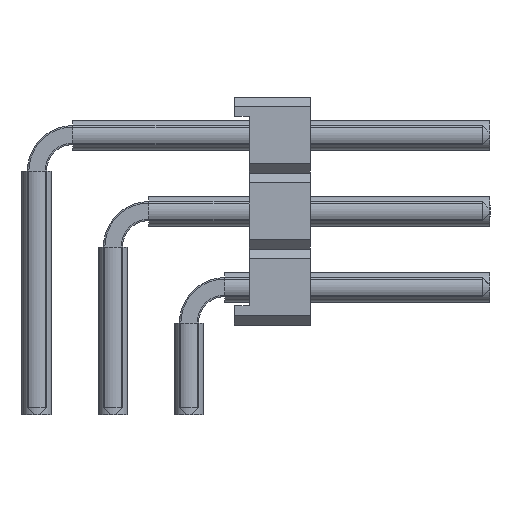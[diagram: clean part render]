
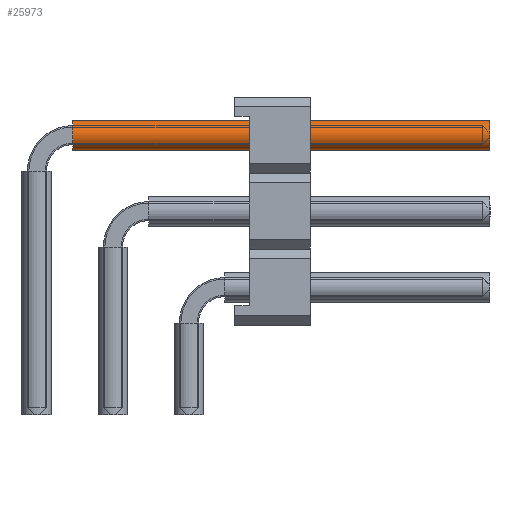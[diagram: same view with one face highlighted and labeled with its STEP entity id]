
A CAD part, left-side view. The second image highlights one B-rep face of the part: STEP entity #25973.
In plain terms, the highlighted cylindrical face has radius 0.5 mm (diameter 1 mm), a full revolution.
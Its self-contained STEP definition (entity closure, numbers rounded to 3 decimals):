
#13962=ORIENTED_EDGE('',*,*,#17752,.F.);
#13963=ORIENTED_EDGE('',*,*,#17753,.T.);
#17752=EDGE_CURVE('',#20252,#20252,#21256,.T.);
#17753=EDGE_CURVE('',#20253,#20253,#21257,.T.);
#20252=VERTEX_POINT('',#43246);
#20253=VERTEX_POINT('',#43248);
#21256=CIRCLE('',#28307,0.5);
#21257=CIRCLE('',#28308,0.5);
#22732=EDGE_LOOP('',(#13962));
#22733=EDGE_LOOP('',(#13963));
#24222=FACE_BOUND('',#22732,.T.);
#24223=FACE_BOUND('',#22733,.T.);
#24737=CYLINDRICAL_SURFACE('',#28306,0.5);
#25973=ADVANCED_FACE('',(#24222,#24223),#24737,.F.);
#28306=AXIS2_PLACEMENT_3D('',#43244,#35557,#35558);
#28307=AXIS2_PLACEMENT_3D('',#43245,#35559,#35560);
#28308=AXIS2_PLACEMENT_3D('',#43247,#35561,#35562);
#35557=DIRECTION('',(1.,0.,0.));
#35558=DIRECTION('',(0.,0.,-1.));
#35559=DIRECTION('',(-1.,0.,0.));
#35560=DIRECTION('',(0.,0.,1.));
#35561=DIRECTION('',(-1.,0.,0.));
#35562=DIRECTION('',(0.,0.,1.));
#43244=CARTESIAN_POINT('',(1.2,0.,9.35));
#43245=CARTESIAN_POINT('',(15.14,0.,9.35));
#43246=CARTESIAN_POINT('',(15.14,0.,9.85));
#43247=CARTESIAN_POINT('',(1.2,0.,9.35));
#43248=CARTESIAN_POINT('',(1.2,0.,9.85));
